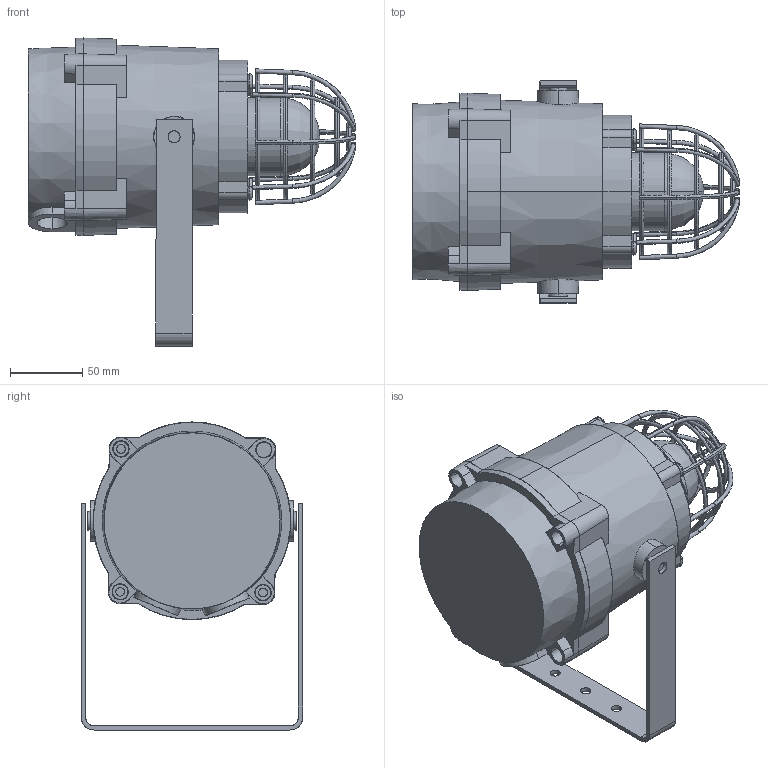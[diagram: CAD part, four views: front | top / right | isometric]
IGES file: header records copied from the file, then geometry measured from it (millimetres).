
Start section: SolidWorks IGES file using analytic representation for surfaces
Global section: file name: SK0118-3D_Issue_B.IGS; native system: SolidWorks 2014; preprocessor: SolidWorks 2014; author: richard.potts; date: 131119.155325; units: millimetre
Bounding box: 226.82 x 153.6 x 213.51 mm (x, y, z)
Surface area: 182035.1 mm2 (no closed solid volume)
Topology: 0 solids, 0 shells, 264 faces, 4497 edges, 4496 vertices
Faces by surface type: bspline 146, revolution 118
